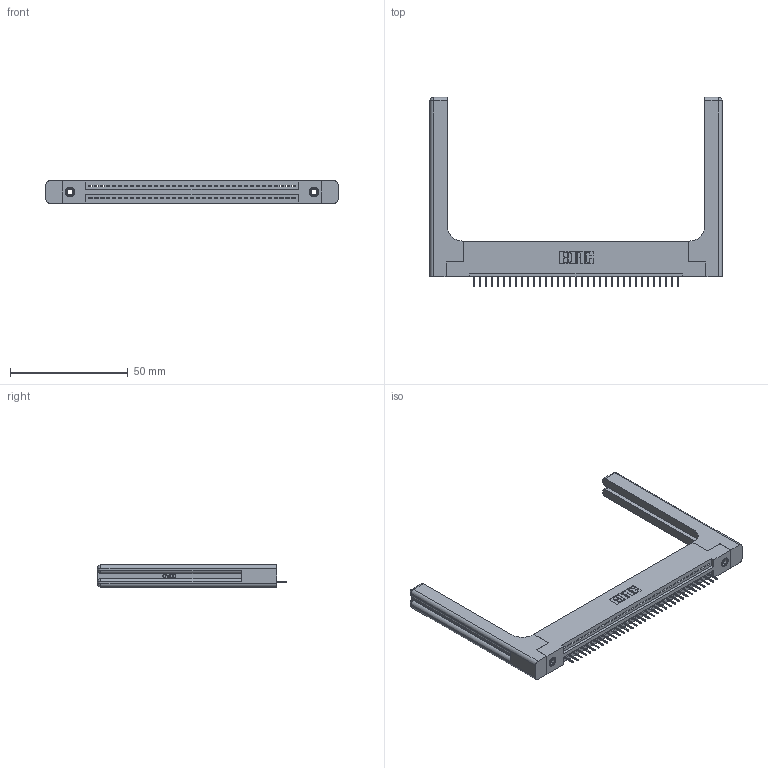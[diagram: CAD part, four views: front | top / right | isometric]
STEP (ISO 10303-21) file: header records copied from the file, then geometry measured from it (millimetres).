
FILE_DESCRIPTION (( 'STEP AP203' ), '1' );
FILE_NAME ('395-035-524-158.STEP', '2019-10-19T19:10:13', ( '' ), ( '' ), 'SwSTEP 2.0', 'SolidWorks 2016', '' );
FILE_SCHEMA (( 'CONFIG_CONTROL_DESIGN' ));
Length unit declared in the file: inch
Products named in the file (5): 345-220-058_345-220-058; 345-250-001_345-250-001-102; 345-292-001_345-293-124; 345 Part_Flush Mounting Lugs - 0.156 Dia-TH; 395-035-524-158
Assembly tree (40 placements, depth 2):
  395-035-524-158
    345 Part_Flush Mounting Lugs - 0.156 Dia-TH
    345-292-001_345-293-124  x35
    345-250-001_345-250-001-102  x2
    345-220-058_345-220-058  x2
Bounding box: 123.93 x 80.31 x 9.4 mm (x, y, z)
Volume: 20080 mm3; surface area: 20150.6 mm2
Topology: 40 solids, 40 shells, 2552 faces, 7307 edges, 4710 vertices
Faces by surface type: plane 1838, cylinder 654, bspline 36, cone 12, sphere 8, torus 4
Entity records: 32540 total; most frequent: CARTESIAN_POINT 6606, ORIENTED_EDGE 5372, DIRECTION 4728, EDGE_CURVE 2686, VECTOR 2326, LINE 2326, VERTEX_POINT 1778, AXIS2_PLACEMENT_3D 1201
